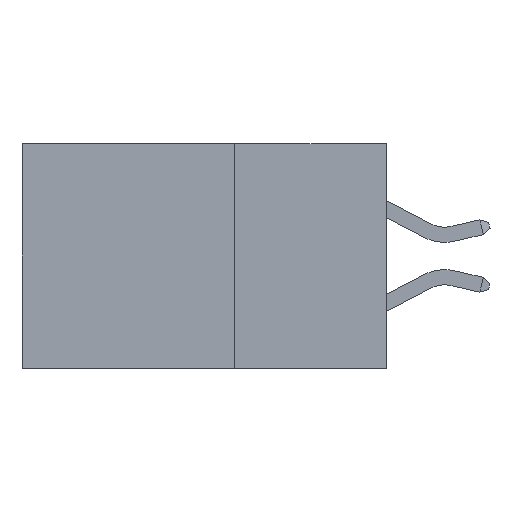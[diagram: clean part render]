
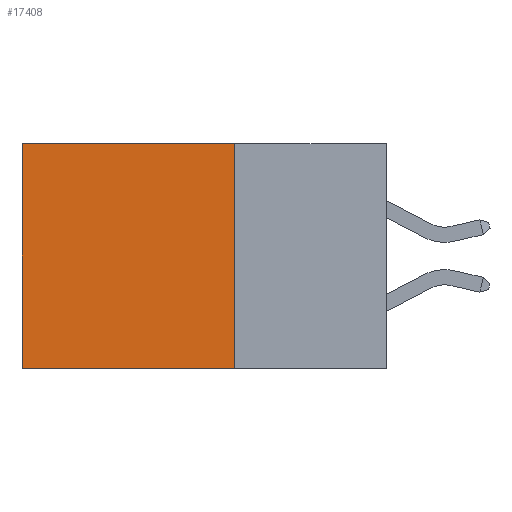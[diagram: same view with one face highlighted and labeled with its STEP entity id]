
A CAD part, left-side view. The second image highlights one B-rep face of the part: STEP entity #17408.
In plain terms, the highlighted planar face has unit normal (-1, 0, 0).
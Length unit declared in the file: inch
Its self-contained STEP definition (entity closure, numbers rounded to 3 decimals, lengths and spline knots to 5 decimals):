
#199 = EDGE_CURVE ( 'NONE', #1110, #17294, #472, .T. ) ;
#472 = LINE ( 'NONE', #19772, #15208 ) ;
#503 = VECTOR ( 'NONE', #17244, 39.37008 ) ;
#535 = CARTESIAN_POINT ( 'NONE',  ( 0.298, 0.6, 0. ) ) ;
#1110 = VERTEX_POINT ( 'NONE', #11193 ) ;
#1177 = PLANE ( 'NONE',  #17175 ) ;
#2505 = DIRECTION ( 'NONE',  ( 0., 1., 0. ) ) ;
#2601 = VERTEX_POINT ( 'NONE', #535 ) ;
#2931 = DIRECTION ( 'NONE',  ( 0., 0., -1. ) ) ;
#5488 = VECTOR ( 'NONE', #5632, 39.37008 ) ;
#5632 = DIRECTION ( 'NONE',  ( 0., 1., 0. ) ) ;
#8226 = CARTESIAN_POINT ( 'NONE',  ( 0.298, 0.25, -0.37 ) ) ;
#10061 = VERTEX_POINT ( 'NONE', #20399 ) ;
#10504 = EDGE_CURVE ( 'NONE', #17294, #10061, #14475, .T. ) ;
#10994 = ORIENTED_EDGE ( 'NONE', *, *, #199, .F. ) ;
#11169 = VECTOR ( 'NONE', #2505, 39.37008 ) ;
#11193 = CARTESIAN_POINT ( 'NONE',  ( 0.298, 0.25, 0. ) ) ;
#12101 = EDGE_CURVE ( 'NONE', #1110, #2601, #22715, .T. ) ;
#12102 = ORIENTED_EDGE ( 'NONE', *, *, #10504, .F. ) ;
#12963 = CARTESIAN_POINT ( 'NONE',  ( 0.298, 0.25, 0. ) ) ;
#13800 = ORIENTED_EDGE ( 'NONE', *, *, #12101, .T. ) ;
#14475 = LINE ( 'NONE', #8226, #11169 ) ;
#15208 = VECTOR ( 'NONE', #23834, 39.37008 ) ;
#15546 = LINE ( 'NONE', #21157, #503 ) ;
#15663 = EDGE_CURVE ( 'NONE', #2601, #10061, #15546, .T. ) ;
#15792 = CARTESIAN_POINT ( 'NONE',  ( 0.298, 0.25, -0.37 ) ) ;
#16371 = CARTESIAN_POINT ( 'NONE',  ( 0.298, 0.25, 0. ) ) ;
#17175 = AXIS2_PLACEMENT_3D ( 'NONE', #16371, #18325, #2931 ) ;
#17244 = DIRECTION ( 'NONE',  ( 0., 0., -1. ) ) ;
#17294 = VERTEX_POINT ( 'NONE', #15792 ) ;
#17408 = ADVANCED_FACE ( 'NONE', ( #22845 ), #1177, .F. ) ;
#18325 = DIRECTION ( 'NONE',  ( 1., 0., 0. ) ) ;
#18428 = ORIENTED_EDGE ( 'NONE', *, *, #15663, .T. ) ;
#19772 = CARTESIAN_POINT ( 'NONE',  ( 0.298, 0.25, 0. ) ) ;
#20399 = CARTESIAN_POINT ( 'NONE',  ( 0.298, 0.6, -0.37 ) ) ;
#21157 = CARTESIAN_POINT ( 'NONE',  ( 0.298, 0.6, 0. ) ) ;
#22371 = EDGE_LOOP ( 'NONE', ( #18428, #12102, #10994, #13800 ) ) ;
#22715 = LINE ( 'NONE', #12963, #5488 ) ;
#22845 = FACE_OUTER_BOUND ( 'NONE', #22371, .T. ) ;
#23834 = DIRECTION ( 'NONE',  ( 0., 0., -1. ) ) ;
